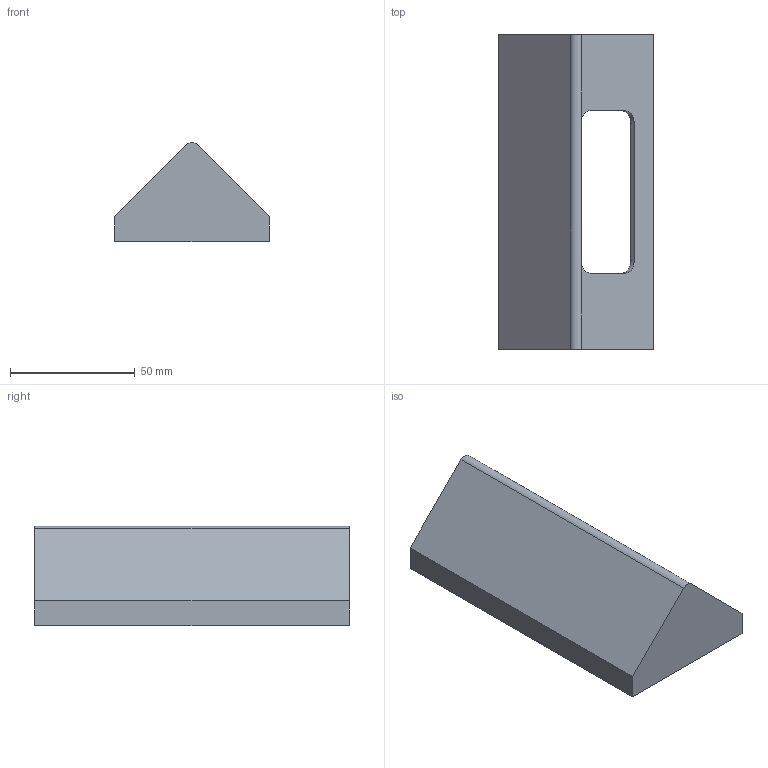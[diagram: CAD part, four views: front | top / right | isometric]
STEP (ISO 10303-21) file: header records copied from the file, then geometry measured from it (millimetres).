
FILE_DESCRIPTION(/* description */ (''),/* implementation_level */ '2;1');
FILE_NAME(/* name */ '877_ring_v2_corner_mount v6.step',/* time_stamp */ '2021-01-19T20:09:23+00:00',/* author */ (''),/* organization */ (''),/* preprocessor_version */ 'ST-DEVELOPER v18.1',/* originating_system */ 'Autodesk Translation Framework v9.7.1.1290',/* authorisation */ '');
FILE_SCHEMA (('AUTOMOTIVE_DESIGN { 1 0 10303 214 3 1 1 }'));
Length unit declared in the file: millimetre
Products named in the file (1): 877_ring_v2_corner_mount
Bounding box: 62 x 126 x 39.75 mm (x, y, z)
Volume: 38708.4 mm3; surface area: 30888 mm2
Topology: 1 solids, 1 shells, 47 faces, 122 edges, 80 vertices
Faces by surface type: plane 25, cylinder 22
Full cylindrical faces by diameter (mm): 3 x4
Entity records: 1485 total; most frequent: DIRECTION 262, CARTESIAN_POINT 250, ORIENTED_EDGE 244, EDGE_CURVE 122, AXIS2_PLACEMENT_3D 92, VERTEX_POINT 80, LINE 78, VECTOR 78
